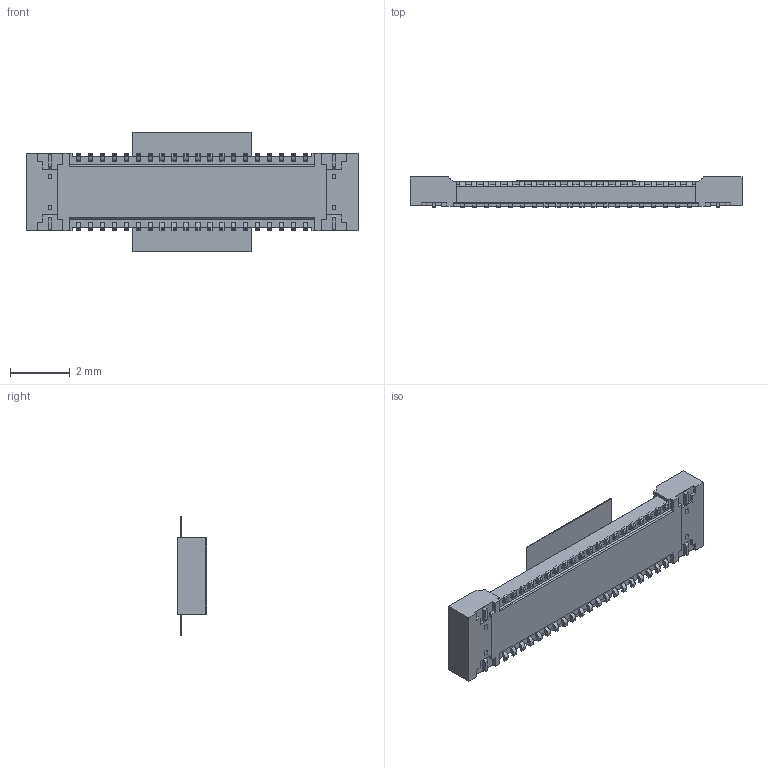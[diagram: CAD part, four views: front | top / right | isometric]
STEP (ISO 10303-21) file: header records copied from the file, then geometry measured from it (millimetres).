
FILE_DESCRIPTION((''),'2;1');
FILE_NAME('5024264030','2018-08-27T',('gga'),(''),'PRO/ENGINEER BY PARAMETRIC TECHNOLOGY CORPORATION, 2016010','PRO/ENGINEER BY PARAMETRIC TECHNOLOGY CORPORATION, 2016010','');
FILE_SCHEMA(('CONFIG_CONTROL_DESIGN'));
Length unit declared in the file: millimetre
Products named in the file (1): 5024264030
Bounding box: 11.1 x 1 x 4 mm (x, y, z)
Volume: 16.3 mm3; surface area: 149.7 mm2
Topology: 2 solids, 2 shells, 1196 faces, 3364 edges, 2220 vertices
Faces by surface type: plane 892, cylinder 300, cone 4
Entity records: 37949 total; most frequent: CARTESIAN_POINT 6605, DIRECTION 6354, ORIENTED_EDGE 6344, EDGE_CURVE 3172, VECTOR 2760, LINE 2760, VERTEX_POINT 2028, AXIS2_PLACEMENT_3D 1797
